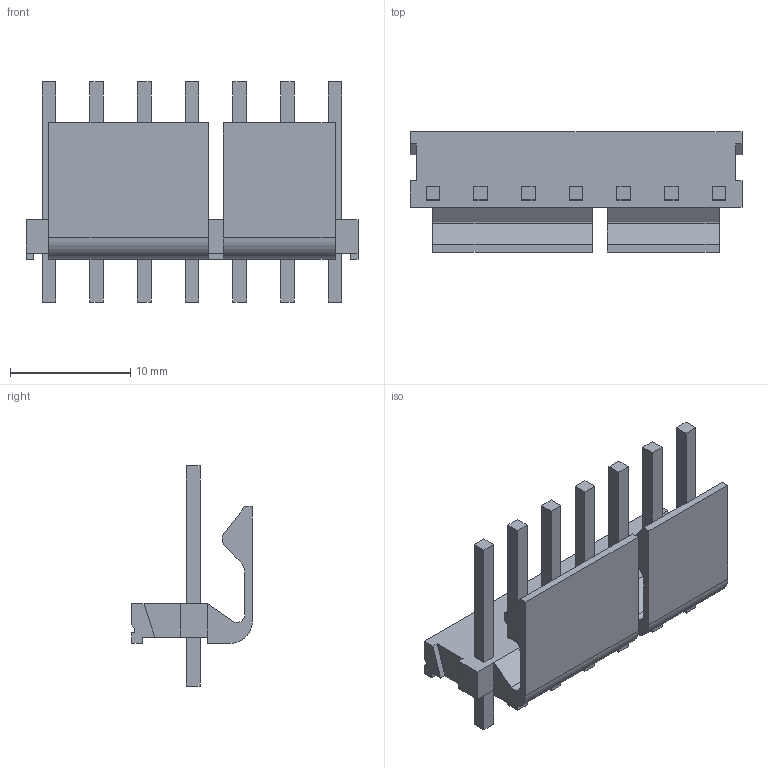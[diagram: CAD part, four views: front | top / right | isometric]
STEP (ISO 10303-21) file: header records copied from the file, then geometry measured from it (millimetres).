
FILE_DESCRIPTION((''),'2;1');
FILE_NAME('MOLEX_26-60-4070.stp','2012-08-16T08:48:13',(''),(''),'Mechanical Desktop 2011','Mechanical Desktop 2011',', , ');
FILE_SCHEMA(('AUTOMOTIVE_DESIGN { 1 2 10303 214 1 1 1 1 }'));
Length unit declared in the file: millimetre
Products named in the file (1): Product
Bounding box: 27.58 x 10.01 x 18.29 mm (x, y, z)
Volume: 1044.3 mm3; surface area: 1775.2 mm2
Topology: 15 solids, 15 shells, 166 faces, 400 edges, 264 vertices
Faces by surface type: plane 138, bspline 18, cylinder 10
Entity records: 4778 total; most frequent: CARTESIAN_POINT 885, ORIENTED_EDGE 800, DIRECTION 718, EDGE_CURVE 400, VECTOR 380, LINE 380, VERTEX_POINT 264, AXIS2_PLACEMENT_3D 169
